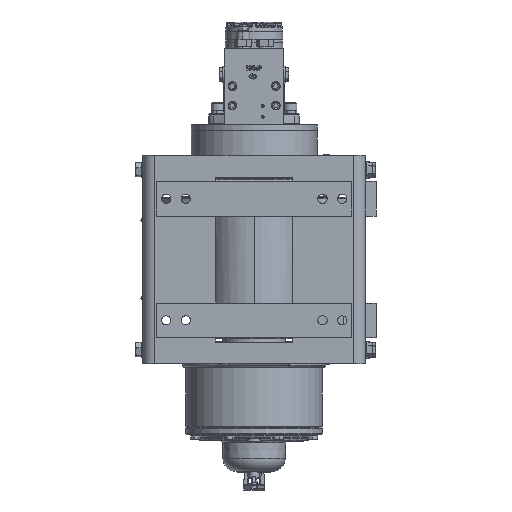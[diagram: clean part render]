
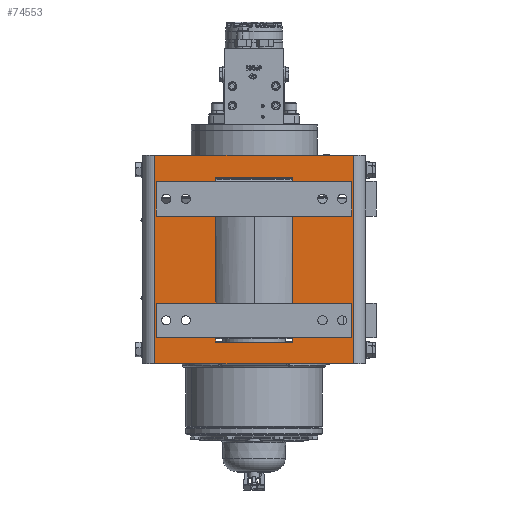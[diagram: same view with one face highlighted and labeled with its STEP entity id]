
A CAD part, front view. The second image highlights one B-rep face of the part: STEP entity #74553.
In plain terms, the highlighted planar face has unit normal (0, -1, 0).
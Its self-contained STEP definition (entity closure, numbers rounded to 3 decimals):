
#72482=DIRECTION('',(1.,0.,0.));
#72483=VECTOR('',#72482,4.438);
#72484=CARTESIAN_POINT('',(-2.219,-6.469,-9.921));
#72485=LINE('',#72484,#72483);
#72498=DIRECTION('',(-1.,0.,0.));
#72499=VECTOR('',#72498,3.406);
#72500=CARTESIAN_POINT('',(5.625,-6.469,-2.671));
#72501=LINE('',#72500,#72499);
#72502=DIRECTION('',(0.,0.,-1.));
#72503=VECTOR('',#72502,2.);
#72504=CARTESIAN_POINT('',(5.625,-6.469,-0.671));
#72505=LINE('',#72504,#72503);
#72506=DIRECTION('',(1.,0.,0.));
#72507=VECTOR('',#72506,3.406);
#72508=CARTESIAN_POINT('',(2.219,-6.469,-0.671));
#72509=LINE('',#72508,#72507);
#72510=DIRECTION('',(1.,0.,0.));
#72511=VECTOR('',#72510,3.406);
#72512=CARTESIAN_POINT('',(-5.625,-6.469,-0.671));
#72513=LINE('',#72512,#72511);
#72514=DIRECTION('',(0.,0.,1.));
#72515=VECTOR('',#72514,2.);
#72516=CARTESIAN_POINT('',(-5.625,-6.469,-2.671));
#72517=LINE('',#72516,#72515);
#72518=DIRECTION('',(-1.,0.,0.));
#72519=VECTOR('',#72518,3.406);
#72520=CARTESIAN_POINT('',(-2.219,-6.469,-2.671));
#72521=LINE('',#72520,#72519);
#72522=DIRECTION('',(1.,0.,0.));
#72523=VECTOR('',#72522,3.406);
#72524=CARTESIAN_POINT('',(-5.625,-6.469,-7.671));
#72525=LINE('',#72524,#72523);
#72526=DIRECTION('',(0.,0.,1.));
#72527=VECTOR('',#72526,2.);
#72528=CARTESIAN_POINT('',(-5.625,-6.469,-9.671));
#72529=LINE('',#72528,#72527);
#72530=DIRECTION('',(-1.,0.,0.));
#72531=VECTOR('',#72530,3.406);
#72532=CARTESIAN_POINT('',(-2.219,-6.469,-9.671));
#72533=LINE('',#72532,#72531);
#72534=DIRECTION('',(-1.,0.,0.));
#72535=VECTOR('',#72534,3.406);
#72536=CARTESIAN_POINT('',(5.625,-6.469,-9.671));
#72537=LINE('',#72536,#72535);
#72538=DIRECTION('',(0.,0.,-1.));
#72539=VECTOR('',#72538,2.);
#72540=CARTESIAN_POINT('',(5.625,-6.469,-7.671));
#72541=LINE('',#72540,#72539);
#72542=DIRECTION('',(1.,0.,0.));
#72543=VECTOR('',#72542,3.406);
#72544=CARTESIAN_POINT('',(2.219,-6.469,-7.671));
#72545=LINE('',#72544,#72543);
#72550=DIRECTION('',(0.,0.,1.));
#72551=VECTOR('',#72550,12.);
#72552=CARTESIAN_POINT('',(-5.719,-6.469,-11.171));
#72553=LINE('',#72552,#72551);
#73680=DIRECTION('',(0.,0.,-1.));
#73681=VECTOR('',#73680,12.);
#73682=CARTESIAN_POINT('',(5.719,-6.469,0.829));
#73683=LINE('',#73682,#73681);
#73726=DIRECTION('',(1.,0.,0.));
#73727=VECTOR('',#73726,11.438);
#73728=CARTESIAN_POINT('',(-5.719,-6.469,0.829));
#73729=LINE('',#73728,#73727);
#73783=DIRECTION('',(-1.,0.,0.));
#73784=VECTOR('',#73783,11.438);
#73785=CARTESIAN_POINT('',(5.719,-6.469,-11.171));
#73786=LINE('',#73785,#73784);
#73800=DIRECTION('',(-1.,0.,0.));
#73801=VECTOR('',#73800,4.438);
#73802=CARTESIAN_POINT('',(2.219,-6.469,-0.421));
#73803=LINE('',#73802,#73801);
#73812=DIRECTION('',(0.,0.,1.));
#73813=VECTOR('',#73812,0.25);
#73814=CARTESIAN_POINT('',(2.219,-6.469,-9.921));
#73815=LINE('',#73814,#73813);
#73820=DIRECTION('',(0.,0.,1.));
#73821=VECTOR('',#73820,0.25);
#73822=CARTESIAN_POINT('',(2.219,-6.469,-0.671));
#73823=LINE('',#73822,#73821);
#73828=DIRECTION('',(0.,0.,1.));
#73829=VECTOR('',#73828,5.);
#73830=CARTESIAN_POINT('',(2.219,-6.469,-7.671));
#73831=LINE('',#73830,#73829);
#73948=DIRECTION('',(0.,0.,-1.));
#73949=VECTOR('',#73948,0.25);
#73950=CARTESIAN_POINT('',(-2.219,-6.469,-0.421));
#73951=LINE('',#73950,#73949);
#73960=DIRECTION('',(0.,0.,-1.));
#73961=VECTOR('',#73960,0.25);
#73962=CARTESIAN_POINT('',(-2.219,-6.469,-9.671));
#73963=LINE('',#73962,#73961);
#73968=DIRECTION('',(0.,0.,-1.));
#73969=VECTOR('',#73968,5.);
#73970=CARTESIAN_POINT('',(-2.219,-6.469,-2.671));
#73971=LINE('',#73970,#73969);
#74154=CARTESIAN_POINT('',(-2.219,-6.469,-9.921));
#74155=CARTESIAN_POINT('',(2.219,-6.469,-9.921));
#74156=VERTEX_POINT('',#74154);
#74157=VERTEX_POINT('',#74155);
#74158=CARTESIAN_POINT('',(-2.219,-6.469,-0.421));
#74159=CARTESIAN_POINT('',(-2.219,-6.469,-0.671));
#74160=VERTEX_POINT('',#74158);
#74161=VERTEX_POINT('',#74159);
#74166=CARTESIAN_POINT('',(2.219,-6.469,-0.421));
#74167=VERTEX_POINT('',#74166);
#74168=CARTESIAN_POINT('',(-2.219,-6.469,-2.671));
#74169=VERTEX_POINT('',#74168);
#74172=CARTESIAN_POINT('',(-2.219,-6.469,-9.671));
#74173=VERTEX_POINT('',#74172);
#74174=CARTESIAN_POINT('',(2.219,-6.469,-9.671));
#74175=VERTEX_POINT('',#74174);
#74178=CARTESIAN_POINT('',(-2.219,-6.469,-7.671));
#74179=VERTEX_POINT('',#74178);
#74180=CARTESIAN_POINT('',(-5.625,-6.469,-0.671));
#74181=VERTEX_POINT('',#74180);
#74182=CARTESIAN_POINT('',(-5.625,-6.469,-9.671));
#74183=VERTEX_POINT('',#74182);
#74184=CARTESIAN_POINT('',(5.625,-6.469,-9.671));
#74185=VERTEX_POINT('',#74184);
#74186=CARTESIAN_POINT('',(2.219,-6.469,-7.671));
#74187=CARTESIAN_POINT('',(2.219,-6.469,-2.671));
#74188=VERTEX_POINT('',#74186);
#74189=VERTEX_POINT('',#74187);
#74194=CARTESIAN_POINT('',(2.219,-6.469,-0.671));
#74195=VERTEX_POINT('',#74194);
#74196=CARTESIAN_POINT('',(-5.625,-6.469,-2.671));
#74197=VERTEX_POINT('',#74196);
#74198=CARTESIAN_POINT('',(-5.625,-6.469,-7.671));
#74199=VERTEX_POINT('',#74198);
#74200=CARTESIAN_POINT('',(5.625,-6.469,-7.671));
#74201=VERTEX_POINT('',#74200);
#74202=CARTESIAN_POINT('',(5.625,-6.469,-2.671));
#74203=VERTEX_POINT('',#74202);
#74208=CARTESIAN_POINT('',(5.625,-6.469,-0.671));
#74209=VERTEX_POINT('',#74208);
#74216=CARTESIAN_POINT('',(-5.719,-6.469,-11.171));
#74217=CARTESIAN_POINT('',(-5.719,-6.469,0.829));
#74218=VERTEX_POINT('',#74216);
#74219=VERTEX_POINT('',#74217);
#74240=CARTESIAN_POINT('',(5.719,-6.469,0.829));
#74241=CARTESIAN_POINT('',(5.719,-6.469,-11.171));
#74242=VERTEX_POINT('',#74240);
#74243=VERTEX_POINT('',#74241);
#74497=CARTESIAN_POINT('',(5.719,-6.469,-11.171));
#74498=DIRECTION('',(0.,1.,0.));
#74499=DIRECTION('',(1.,0.,0.));
#74500=AXIS2_PLACEMENT_3D('',#74497,#74498,#74499);
#74501=PLANE('',#74500);
#74503=ORIENTED_EDGE('',*,*,#74502,.T.);
#74505=ORIENTED_EDGE('',*,*,#74504,.T.);
#74507=ORIENTED_EDGE('',*,*,#74506,.T.);
#74509=ORIENTED_EDGE('',*,*,#74508,.T.);
#74510=EDGE_LOOP('',(#74503,#74505,#74507,#74509));
#74511=FACE_OUTER_BOUND('',#74510,.F.);
#74513=ORIENTED_EDGE('',*,*,#74512,.T.);
#74515=ORIENTED_EDGE('',*,*,#74514,.F.);
#74517=ORIENTED_EDGE('',*,*,#74516,.F.);
#74519=ORIENTED_EDGE('',*,*,#74518,.F.);
#74521=ORIENTED_EDGE('',*,*,#74520,.T.);
#74523=ORIENTED_EDGE('',*,*,#74522,.T.);
#74525=ORIENTED_EDGE('',*,*,#74524,.T.);
#74527=ORIENTED_EDGE('',*,*,#74526,.F.);
#74529=ORIENTED_EDGE('',*,*,#74528,.F.);
#74531=ORIENTED_EDGE('',*,*,#74530,.F.);
#74533=ORIENTED_EDGE('',*,*,#74532,.T.);
#74535=ORIENTED_EDGE('',*,*,#74534,.F.);
#74537=ORIENTED_EDGE('',*,*,#74536,.F.);
#74539=ORIENTED_EDGE('',*,*,#74538,.F.);
#74541=ORIENTED_EDGE('',*,*,#74540,.T.);
#74542=ORIENTED_EDGE('',*,*,#74479,.T.);
#74544=ORIENTED_EDGE('',*,*,#74543,.T.);
#74546=ORIENTED_EDGE('',*,*,#74545,.F.);
#74548=ORIENTED_EDGE('',*,*,#74547,.F.);
#74550=ORIENTED_EDGE('',*,*,#74549,.F.);
#74551=EDGE_LOOP('',(#74513,#74515,#74517,#74519,#74521,#74523,#74525,#74527,
#74529,#74531,#74533,#74535,#74537,#74539,#74541,#74542,#74544,#74546,#74548,
#74550));
#74552=FACE_BOUND('',#74551,.F.);
#74479=EDGE_CURVE('',#74156,#74157,#72485,.T.);
#74502=EDGE_CURVE('',#74218,#74219,#72553,.T.);
#74504=EDGE_CURVE('',#74219,#74242,#73729,.T.);
#74506=EDGE_CURVE('',#74242,#74243,#73683,.T.);
#74508=EDGE_CURVE('',#74243,#74218,#73786,.T.);
#74512=EDGE_CURVE('',#74188,#74189,#73831,.T.);
#74514=EDGE_CURVE('',#74203,#74189,#72501,.T.);
#74516=EDGE_CURVE('',#74209,#74203,#72505,.T.);
#74518=EDGE_CURVE('',#74195,#74209,#72509,.T.);
#74520=EDGE_CURVE('',#74195,#74167,#73823,.T.);
#74522=EDGE_CURVE('',#74167,#74160,#73803,.T.);
#74524=EDGE_CURVE('',#74160,#74161,#73951,.T.);
#74526=EDGE_CURVE('',#74181,#74161,#72513,.T.);
#74528=EDGE_CURVE('',#74197,#74181,#72517,.T.);
#74530=EDGE_CURVE('',#74169,#74197,#72521,.T.);
#74532=EDGE_CURVE('',#74169,#74179,#73971,.T.);
#74534=EDGE_CURVE('',#74199,#74179,#72525,.T.);
#74536=EDGE_CURVE('',#74183,#74199,#72529,.T.);
#74538=EDGE_CURVE('',#74173,#74183,#72533,.T.);
#74540=EDGE_CURVE('',#74173,#74156,#73963,.T.);
#74543=EDGE_CURVE('',#74157,#74175,#73815,.T.);
#74545=EDGE_CURVE('',#74185,#74175,#72537,.T.);
#74547=EDGE_CURVE('',#74201,#74185,#72541,.T.);
#74549=EDGE_CURVE('',#74188,#74201,#72545,.T.);
#74553=ADVANCED_FACE('',(#74511,#74552),#74501,.F.);
